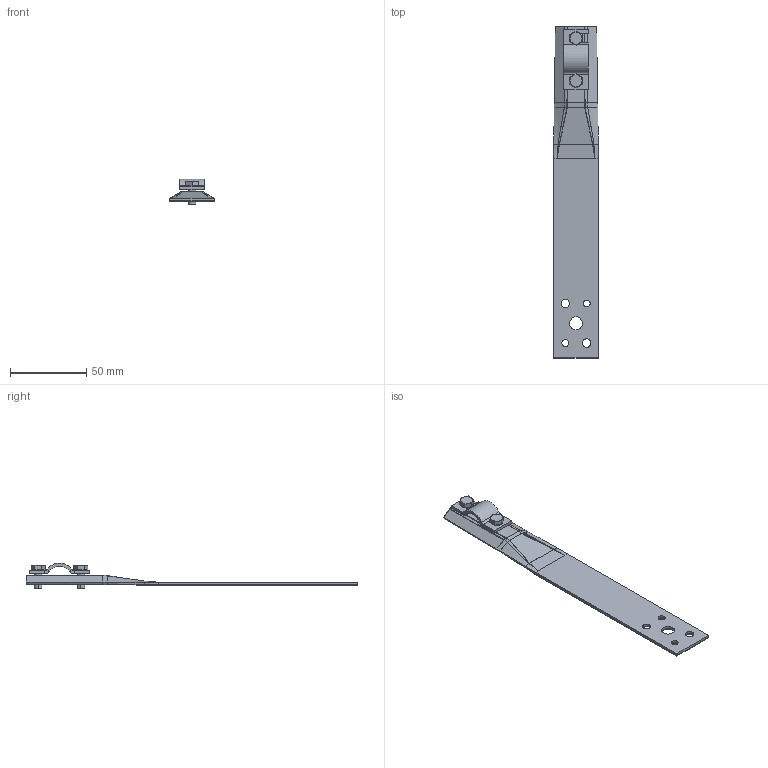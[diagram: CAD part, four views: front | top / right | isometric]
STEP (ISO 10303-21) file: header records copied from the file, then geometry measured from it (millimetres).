
FILE_DESCRIPTION (( 'STEP AP203' ), '1' );
FILE_NAME ('1106 Ïðÿìîé äåðæàòåëü, âûñîòà Í - 15 (ñì), äèàìåòð ïðîâîëîêè - 6 - 10 (ìì).STEP', '2024-03-05T11:21:40', ( '' ), ( '' ), 'SwSTEP 2.0', 'SolidWorks 2022', '' );
FILE_SCHEMA (( 'CONFIG_CONTROL_DESIGN' ));
Length unit declared in the file: millimetre
Products named in the file (6): 0711.001 Прижим; 1106.001-02 Прямой держатель; 1106 Прямой держатель, высота Н - 15 (см), диаметр проволоки - 6 - 10 (мм); 1106.001-01 Прямой держатель; 1106.001 Прямой держатель; hex screw gradeab_iso_ISO 4017 - M5 x 12-N
Assembly tree (6 placements, depth 2):
  1106 Прямой держатель, высота Н - 15 (см), диаметр проволоки - 6 - 10 (мм)
    1106.001 Прямой держатель
    0711.001 Прижим
    hex screw gradeab_iso_ISO 4017 - M5 x 12-N  x2
    1106.001-01 Прямой держатель
    1106.001-02 Прямой держатель
Bounding box: 29.5 x 218.02 x 16.96 mm (x, y, z)
Volume: 36397.1 mm3; surface area: 43129.4 mm2
Topology: 6 solids, 6 shells, 332 faces, 818 edges, 500 vertices
Faces by surface type: bspline 156, plane 85, cylinder 71, cone 16, torus 4
Entity records: 13451 total; most frequent: CARTESIAN_POINT 6849, ORIENTED_EDGE 1504, DIRECTION 794, EDGE_CURVE 752, VERTEX_POINT 466, B_SPLINE_CURVE_WITH_KNOTS 420, EDGE_LOOP 342, AXIS2_PLACEMENT_3D 312
